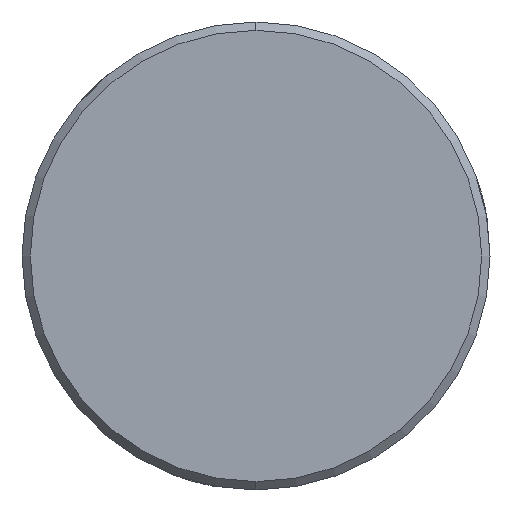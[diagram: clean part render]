
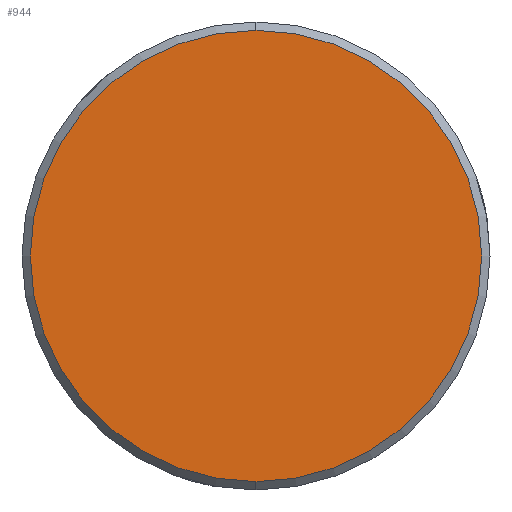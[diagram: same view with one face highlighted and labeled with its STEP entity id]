
A CAD part, left-side view. The second image highlights one B-rep face of the part: STEP entity #944.
In plain terms, the highlighted planar face has unit normal (-1, 0, 0).
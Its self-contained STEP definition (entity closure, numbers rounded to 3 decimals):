
#72 = DIRECTION ( 'NONE',  ( 0., 0., 1. ) ) ;
#82 = CARTESIAN_POINT ( 'NONE',  ( -293.1, 0., 0. ) ) ;
#88 = CIRCLE ( 'NONE', #1128, 13.5 ) ;
#96 = DIRECTION ( 'NONE',  ( -1., 0., 0. ) ) ;
#102 = ORIENTED_EDGE ( 'NONE', *, *, #742, .T. ) ;
#127 = CIRCLE ( 'NONE', #434, 13.5 ) ;
#221 = EDGE_LOOP ( 'NONE', ( #102, #342 ) ) ;
#330 = DIRECTION ( 'NONE',  ( 0., 0., 1. ) ) ;
#342 = ORIENTED_EDGE ( 'NONE', *, *, #483, .T. ) ;
#360 = CARTESIAN_POINT ( 'NONE',  ( -293.1, -13.662, -13.662 ) ) ;
#364 = DIRECTION ( 'NONE',  ( 0., 0., 1. ) ) ;
#396 = AXIS2_PLACEMENT_3D ( 'NONE', #360, #435, #72 ) ;
#434 = AXIS2_PLACEMENT_3D ( 'NONE', #971, #684, #330 ) ;
#435 = DIRECTION ( 'NONE',  ( -1., 0., 0. ) ) ;
#441 = PLANE ( 'NONE',  #396 ) ;
#483 = EDGE_CURVE ( 'NONE', #996, #1024, #88, .T. ) ;
#529 = CARTESIAN_POINT ( 'NONE',  ( -293.1, 0., 13.5 ) ) ;
#684 = DIRECTION ( 'NONE',  ( -1., 0., 0. ) ) ;
#742 = EDGE_CURVE ( 'NONE', #1024, #996, #127, .T. ) ;
#884 = CARTESIAN_POINT ( 'NONE',  ( -293.1, 0., -13.5 ) ) ;
#944 = ADVANCED_FACE ( 'NONE', ( #1059 ), #441, .T. ) ;
#971 = CARTESIAN_POINT ( 'NONE',  ( -293.1, 0., 0. ) ) ;
#996 = VERTEX_POINT ( 'NONE', #529 ) ;
#1024 = VERTEX_POINT ( 'NONE', #884 ) ;
#1059 = FACE_OUTER_BOUND ( 'NONE', #221, .T. ) ;
#1128 = AXIS2_PLACEMENT_3D ( 'NONE', #82, #96, #364 ) ;
